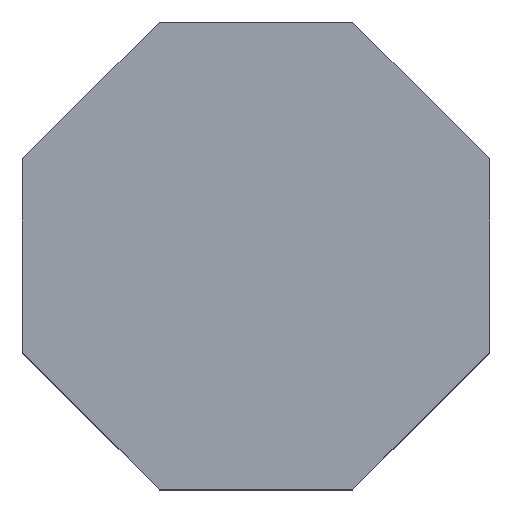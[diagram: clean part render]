
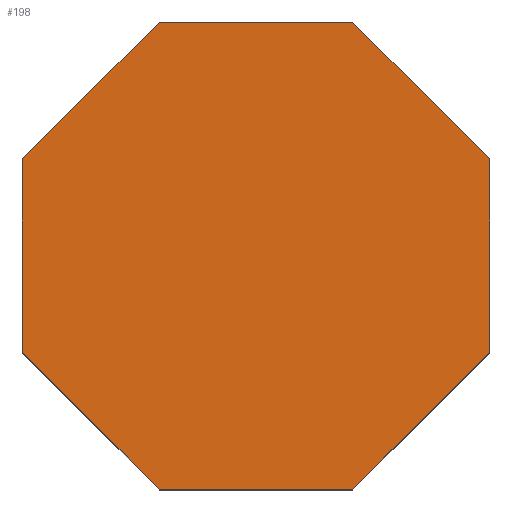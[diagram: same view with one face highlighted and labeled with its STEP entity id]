
A CAD part, top view. The second image highlights one B-rep face of the part: STEP entity #198.
In plain terms, the highlighted planar face has unit normal (0, 0, 1).
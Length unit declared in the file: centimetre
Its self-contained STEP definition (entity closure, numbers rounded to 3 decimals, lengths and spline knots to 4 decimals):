
#34=VERTEX_POINT('',#246);
#35=VERTEX_POINT('',#247);
#38=VERTEX_POINT('',#255);
#40=VERTEX_POINT('',#261);
#42=VERTEX_POINT('',#267);
#44=VERTEX_POINT('',#273);
#46=VERTEX_POINT('',#279);
#48=VERTEX_POINT('',#285);
#50=VECTOR('',#211,1.);
#54=VECTOR('',#216,1.);
#57=VECTOR('',#220,1.);
#60=VECTOR('',#224,1.);
#63=VECTOR('',#228,1.);
#66=VECTOR('',#232,1.);
#69=VECTOR('',#236,1.);
#72=VECTOR('',#240,1.);
#74=LINE('',#245,#50);
#78=LINE('',#254,#54);
#81=LINE('',#260,#57);
#84=LINE('',#266,#60);
#87=LINE('',#272,#63);
#90=LINE('',#278,#66);
#93=LINE('',#284,#69);
#96=LINE('',#290,#72);
#98=EDGE_CURVE('',#34,#35,#74,.T.);
#102=EDGE_CURVE('',#35,#38,#78,.T.);
#105=EDGE_CURVE('',#38,#40,#81,.T.);
#108=EDGE_CURVE('',#40,#42,#84,.T.);
#111=EDGE_CURVE('',#42,#44,#87,.T.);
#114=EDGE_CURVE('',#44,#46,#90,.T.);
#117=EDGE_CURVE('',#46,#48,#93,.T.);
#120=EDGE_CURVE('',#48,#34,#96,.T.);
#154=ORIENTED_EDGE('',*,*,#98,.F.);
#155=ORIENTED_EDGE('',*,*,#120,.F.);
#156=ORIENTED_EDGE('',*,*,#117,.F.);
#157=ORIENTED_EDGE('',*,*,#114,.F.);
#158=ORIENTED_EDGE('',*,*,#111,.F.);
#159=ORIENTED_EDGE('',*,*,#108,.F.);
#160=ORIENTED_EDGE('',*,*,#105,.F.);
#161=ORIENTED_EDGE('',*,*,#102,.F.);
#178=EDGE_LOOP('',(#154,#155,#156,#157,#158,#159,#160,#161));
#188=FACE_BOUND('',#178,.T.);
#198=ADVANCED_FACE('',(#188),#302,.T.);
#208=AXIS2_PLACEMENT_3D('',#292,#242,$);
#211=DIRECTION('',(1.,0.,0.));
#216=DIRECTION('',(0.707,-0.707,0.));
#220=DIRECTION('',(0.,-1.,0.));
#224=DIRECTION('',(-0.707,-0.707,0.));
#228=DIRECTION('',(-1.,0.,0.));
#232=DIRECTION('',(-0.707,0.707,0.));
#236=DIRECTION('',(0.,1.,0.));
#240=DIRECTION('',(0.707,0.707,0.));
#242=DIRECTION('',(0.,0.,1.));
#245=CARTESIAN_POINT('',(0.0621,0.15,0.3));
#246=CARTESIAN_POINT('',(-0.0621,0.15,0.3));
#247=CARTESIAN_POINT('',(0.0621,0.15,0.3));
#254=CARTESIAN_POINT('',(0.15,0.0621,0.3));
#255=CARTESIAN_POINT('',(0.15,0.0621,0.3));
#260=CARTESIAN_POINT('',(0.15,-0.0621,0.3));
#261=CARTESIAN_POINT('',(0.15,-0.0621,0.3));
#266=CARTESIAN_POINT('',(0.0621,-0.15,0.3));
#267=CARTESIAN_POINT('',(0.0621,-0.15,0.3));
#272=CARTESIAN_POINT('',(-0.0621,-0.15,0.3));
#273=CARTESIAN_POINT('',(-0.0621,-0.15,0.3));
#278=CARTESIAN_POINT('',(-0.15,-0.0621,0.3));
#279=CARTESIAN_POINT('',(-0.15,-0.0621,0.3));
#284=CARTESIAN_POINT('',(-0.15,0.0621,0.3));
#285=CARTESIAN_POINT('',(-0.15,0.0621,0.3));
#290=CARTESIAN_POINT('',(-0.0621,0.15,0.3));
#292=CARTESIAN_POINT('',(0.,0.,0.3));
#302=PLANE('',#208);
